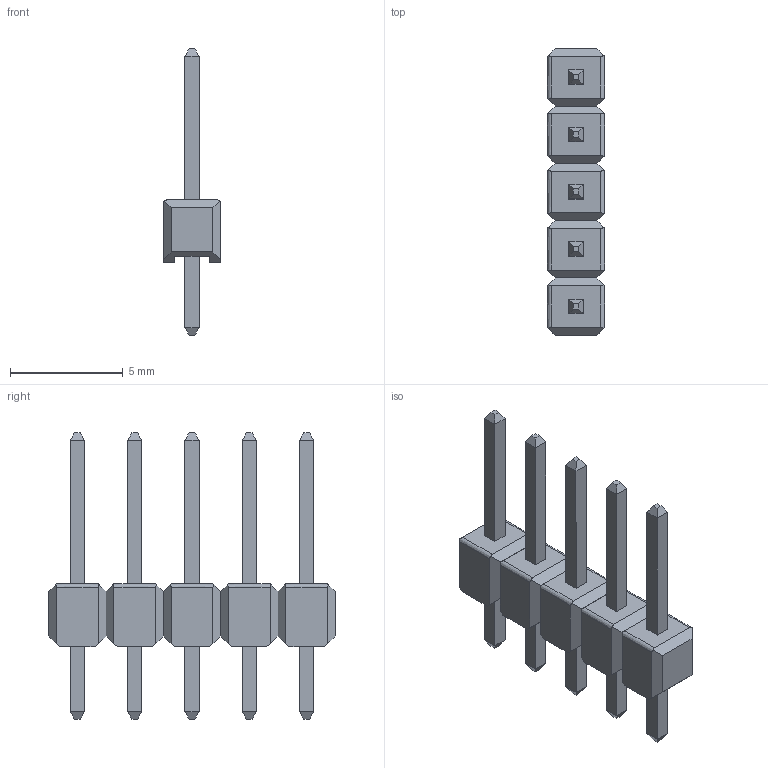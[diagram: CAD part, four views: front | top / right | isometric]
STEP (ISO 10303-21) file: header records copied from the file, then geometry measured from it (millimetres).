
FILE_DESCRIPTION(('FreeCAD Model'),'2;1');
FILE_NAME( 'Pin_Header_Straight_1x05.STEP', '2016-03-20T01:57:12',('Author'),(''), 'Open CASCADE STEP processor 6.8','FreeCAD','Unknown');
FILE_SCHEMA(('AUTOMOTIVE_DESIGN_CC2 { 1 2 10303 214 -1 1 5 4 }'));
Length unit declared in the file: millimetre
Products named in the file (11): Document; Document001; Document002; Document003; Document004; Document005; Document006; Document007; Document008; Document009; Document010
Bounding box: 2.54 x 12.7 x 12.7 mm (x, y, z)
Volume: 24.5 mm3; surface area: 339.9 mm2
Topology: 5 solids, 10 shells, 182 faces, 477 edges, 309 vertices
Faces by surface type: bspline 182
Entity records: 12834 total; most frequent: CARTESIAN_POINT 6431, B_SPLINE_CURVE_WITH_KNOTS 1385, ORIENTED_EDGE 908, PCURVE 908, DEFINITIONAL_REPRESENTATION 908, EDGE_CURVE 470, SURFACE_CURVE 470, VERTEX_POINT 300
